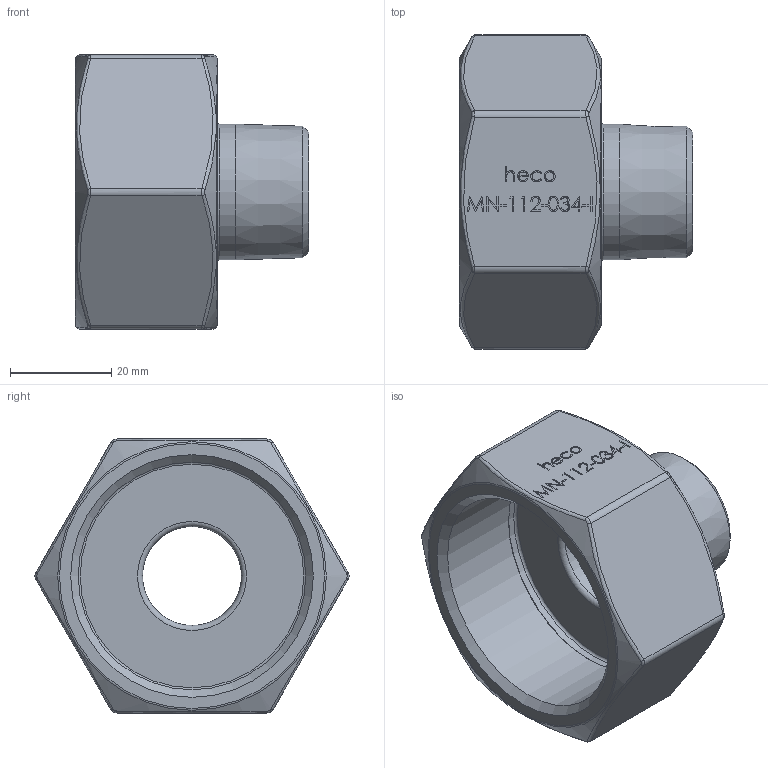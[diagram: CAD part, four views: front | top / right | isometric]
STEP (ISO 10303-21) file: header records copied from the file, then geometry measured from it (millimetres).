
FILE_DESCRIPTION (( 'STEP AP214' ), '1' );
FILE_NAME ('MN-112-034-I 2310.STEP', '2023-11-03T08:52:07', ( '' ), ( '' ), 'SwSTEP 2.0', 'SolidWorks 2019', '' );
FILE_SCHEMA (( 'AUTOMOTIVE_DESIGN' ));
Length unit declared in the file: millimetre
Products named in the file (1): MN-112-034-I 2310
Bounding box: 46 x 61.89 x 54 mm (x, y, z)
Volume: 39709.5 mm3; surface area: 14959.7 mm2
Topology: 1 solids, 1 shells, 226 faces, 573 edges, 372 vertices
Faces by surface type: plane 117, bspline 88, cylinder 10, torus 6, cone 5
Full cylindrical faces by diameter (mm): 19.5 x1, 26.754 x1, 44.845 x1, 45.045 x1
Entity records: 13157 total; most frequent: CARTESIAN_POINT 6331, ORIENTED_EDGE 1106, DIRECTION 698, EDGE_CURVE 553, VERTEX_POINT 367, VECTOR 334, LINE 334, EDGE_LOOP 266
